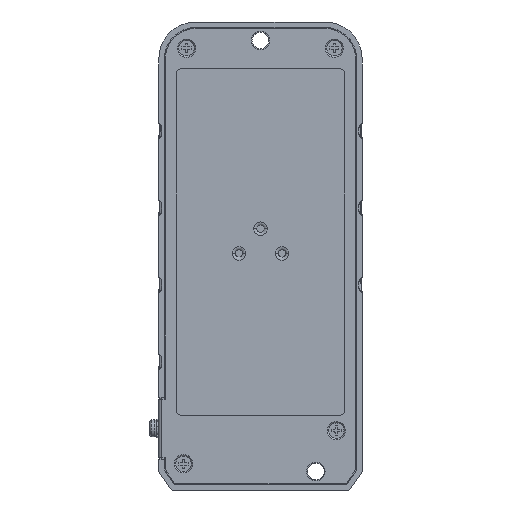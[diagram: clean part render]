
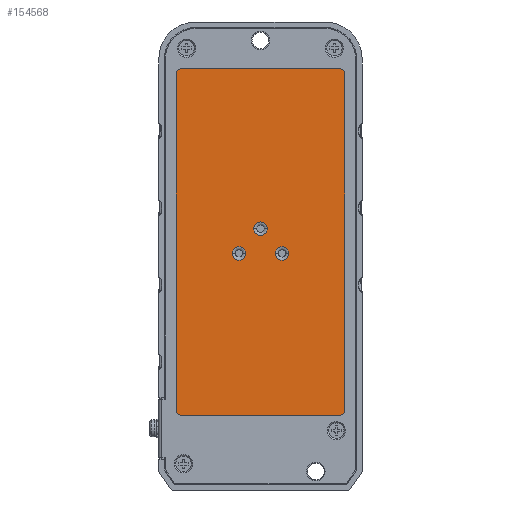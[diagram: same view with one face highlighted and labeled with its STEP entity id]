
A CAD part, front view. The second image highlights one B-rep face of the part: STEP entity #154568.
In plain terms, the highlighted planar face has unit normal (0, -1, 0).
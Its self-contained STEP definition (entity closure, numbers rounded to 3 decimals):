
#10 = DIRECTION ( 'NONE',  ( -1., 0., 0. ) ) ;
#627 = VERTEX_POINT ( 'NONE', #74828 ) ;
#2478 = EDGE_LOOP ( 'NONE', ( #138098, #21304, #100772, #5929, #42327, #13256, #125356, #142035 ) ) ;
#3557 = DIRECTION ( 'NONE',  ( 1., 0., 0. ) ) ;
#4853 = EDGE_CURVE ( 'NONE', #78881, #130799, #35047, .T. ) ;
#5929 = ORIENTED_EDGE ( 'NONE', *, *, #61839, .F. ) ;
#9149 = CARTESIAN_POINT ( 'NONE',  ( -7., -7.5, 0.85 ) ) ;
#9771 = EDGE_CURVE ( 'NONE', #164994, #84718, #159754, .T. ) ;
#13026 = ORIENTED_EDGE ( 'NONE', *, *, #167057, .T. ) ;
#13118 = CARTESIAN_POINT ( 'NONE',  ( 2.2, -7.5, 8.85 ) ) ;
#13256 = ORIENTED_EDGE ( 'NONE', *, *, #9771, .F. ) ;
#13449 = ORIENTED_EDGE ( 'NONE', *, *, #69526, .T. ) ;
#16847 = EDGE_CURVE ( 'NONE', #148939, #39936, #155067, .T. ) ;
#16908 = AXIS2_PLACEMENT_3D ( 'NONE', #18429, #70124, #97206 ) ;
#17779 = ORIENTED_EDGE ( 'NONE', *, *, #26867, .T. ) ;
#18429 = CARTESIAN_POINT ( 'NONE',  ( 7., -7.5, 0.85 ) ) ;
#20735 = EDGE_CURVE ( 'NONE', #156728, #125152, #51764, .T. ) ;
#21304 = ORIENTED_EDGE ( 'NONE', *, *, #4853, .F. ) ;
#22174 = ORIENTED_EDGE ( 'NONE', *, *, #159743, .T. ) ;
#23509 = CARTESIAN_POINT ( 'NONE',  ( -25.4, -7.5, -51.9 ) ) ;
#23521 = DIRECTION ( 'NONE',  ( 0., 1., 0. ) ) ;
#25547 = VERTEX_POINT ( 'NONE', #91310 ) ;
#26867 = EDGE_CURVE ( 'NONE', #25547, #82427, #135367, .T. ) ;
#27269 = DIRECTION ( 'NONE',  ( 1., 0., 0. ) ) ;
#28978 = DIRECTION ( 'NONE',  ( 0., 1., 0. ) ) ;
#30769 = AXIS2_PLACEMENT_3D ( 'NONE', #167081, #51025, #27269 ) ;
#31532 = CARTESIAN_POINT ( 'NONE',  ( 25.4, -7.5, 60.9 ) ) ;
#31846 = CARTESIAN_POINT ( 'NONE',  ( -9.2, -7.5, 0.85 ) ) ;
#35047 = LINE ( 'NONE', #124004, #48503 ) ;
#36557 = CARTESIAN_POINT ( 'NONE',  ( -4.8, -7.5, 0.85 ) ) ;
#39126 = AXIS2_PLACEMENT_3D ( 'NONE', #52807, #76560, #77404 ) ;
#39465 = CIRCLE ( 'NONE', #144901, 2. ) ;
#39936 = VERTEX_POINT ( 'NONE', #31846 ) ;
#41339 = VERTEX_POINT ( 'NONE', #112952 ) ;
#41712 = FACE_BOUND ( 'NONE', #49705, .T. ) ;
#41799 = EDGE_LOOP ( 'NONE', ( #22174, #72640 ) ) ;
#42327 = ORIENTED_EDGE ( 'NONE', *, *, #50533, .T. ) ;
#43853 = ORIENTED_EDGE ( 'NONE', *, *, #99005, .T. ) ;
#45569 = CIRCLE ( 'NONE', #132019, 2.2 ) ;
#48503 = VECTOR ( 'NONE', #154263, 1000. ) ;
#49705 = EDGE_LOOP ( 'NONE', ( #43853, #13026 ) ) ;
#50533 = EDGE_CURVE ( 'NONE', #627, #84718, #39465, .T. ) ;
#51025 = DIRECTION ( 'NONE',  ( 0., 1., 0. ) ) ;
#51764 = LINE ( 'NONE', #103447, #72589 ) ;
#52807 = CARTESIAN_POINT ( 'NONE',  ( 25.4, -7.5, -49.9 ) ) ;
#55300 = CIRCLE ( 'NONE', #39126, 2. ) ;
#59737 = DIRECTION ( 'NONE',  ( -1., 0., 0. ) ) ;
#61839 = EDGE_CURVE ( 'NONE', #627, #80931, #147643, .T. ) ;
#69526 = EDGE_CURVE ( 'NONE', #82427, #25547, #82168, .T. ) ;
#70124 = DIRECTION ( 'NONE',  ( 0., 1., 0. ) ) ;
#72589 = VECTOR ( 'NONE', #130492, 1000. ) ;
#72640 = ORIENTED_EDGE ( 'NONE', *, *, #16847, .T. ) ;
#73906 = CIRCLE ( 'NONE', #119817, 2. ) ;
#74551 = DIRECTION ( 'NONE',  ( 0., 1., 0. ) ) ;
#74828 = CARTESIAN_POINT ( 'NONE',  ( -27.4, -7.5, -49.9 ) ) ;
#75800 = VERTEX_POINT ( 'NONE', #123623 ) ;
#76560 = DIRECTION ( 'NONE',  ( 0., -1., 0. ) ) ;
#77404 = DIRECTION ( 'NONE',  ( 0., 0., -1. ) ) ;
#78881 = VERTEX_POINT ( 'NONE', #134176 ) ;
#80931 = VERTEX_POINT ( 'NONE', #138516 ) ;
#81501 = FACE_BOUND ( 'NONE', #152197, .T. ) ;
#82168 = CIRCLE ( 'NONE', #30769, 2.2 ) ;
#82427 = VERTEX_POINT ( 'NONE', #13118 ) ;
#84606 = CARTESIAN_POINT ( 'NONE',  ( 25.4, -7.5, -51.9 ) ) ;
#84718 = VERTEX_POINT ( 'NONE', #23509 ) ;
#86908 = AXIS2_PLACEMENT_3D ( 'NONE', #87926, #167544, #153151 ) ;
#87926 = CARTESIAN_POINT ( 'NONE',  ( -7., -7.5, 0.85 ) ) ;
#88075 = CARTESIAN_POINT ( 'NONE',  ( 27.4, -7.5, 58.9 ) ) ;
#88131 = AXIS2_PLACEMENT_3D ( 'NONE', #106391, #158884, #146192 ) ;
#91310 = CARTESIAN_POINT ( 'NONE',  ( -2.2, -7.5, 8.85 ) ) ;
#93386 = PLANE ( 'NONE',  #113281 ) ;
#94033 = DIRECTION ( 'NONE',  ( 0., 1., 0. ) ) ;
#95964 = DIRECTION ( 'NONE',  ( 0., 0., 1. ) ) ;
#97206 = DIRECTION ( 'NONE',  ( -1., 0., 0. ) ) ;
#98722 = CARTESIAN_POINT ( 'NONE',  ( 25.4, -7.5, -51.9 ) ) ;
#99005 = EDGE_CURVE ( 'NONE', #75800, #41339, #114283, .T. ) ;
#99710 = EDGE_CURVE ( 'NONE', #78881, #80931, #73906, .T. ) ;
#100634 = DIRECTION ( 'NONE',  ( 1., 0., 0. ) ) ;
#100772 = ORIENTED_EDGE ( 'NONE', *, *, #99710, .T. ) ;
#103447 = CARTESIAN_POINT ( 'NONE',  ( 27.4, -7.5, 58.9 ) ) ;
#105014 = CARTESIAN_POINT ( 'NONE',  ( -25.4, -7.5, -49.9 ) ) ;
#106391 = CARTESIAN_POINT ( 'NONE',  ( 25.4, -7.5, 58.9 ) ) ;
#110997 = CARTESIAN_POINT ( 'NONE',  ( 0., -7.5, 8.85 ) ) ;
#111780 = AXIS2_PLACEMENT_3D ( 'NONE', #9149, #23521, #100634 ) ;
#112952 = CARTESIAN_POINT ( 'NONE',  ( 9.2, -7.5, 0.85 ) ) ;
#113281 = AXIS2_PLACEMENT_3D ( 'NONE', #145043, #28978, #3557 ) ;
#114283 = CIRCLE ( 'NONE', #16908, 2.2 ) ;
#114614 = EDGE_CURVE ( 'NONE', #164994, #125152, #55300, .T. ) ;
#116058 = DIRECTION ( 'NONE',  ( 0., -1., 0. ) ) ;
#116260 = VECTOR ( 'NONE', #59737, 1000. ) ;
#118046 = CARTESIAN_POINT ( 'NONE',  ( -25.4, -7.5, 58.9 ) ) ;
#119147 = AXIS2_PLACEMENT_3D ( 'NONE', #110997, #74551, #138913 ) ;
#119817 = AXIS2_PLACEMENT_3D ( 'NONE', #118046, #157869, #146826 ) ;
#123309 = CIRCLE ( 'NONE', #88131, 2. ) ;
#123623 = CARTESIAN_POINT ( 'NONE',  ( 4.8, -7.5, 0.85 ) ) ;
#124004 = CARTESIAN_POINT ( 'NONE',  ( -25.4, -7.5, 60.9 ) ) ;
#125152 = VERTEX_POINT ( 'NONE', #148130 ) ;
#125356 = ORIENTED_EDGE ( 'NONE', *, *, #114614, .T. ) ;
#130492 = DIRECTION ( 'NONE',  ( 0., 0., -1. ) ) ;
#130799 = VERTEX_POINT ( 'NONE', #31532 ) ;
#132019 = AXIS2_PLACEMENT_3D ( 'NONE', #148214, #94033, #145707 ) ;
#134176 = CARTESIAN_POINT ( 'NONE',  ( -25.4, -7.5, 60.9 ) ) ;
#135367 = CIRCLE ( 'NONE', #119147, 2.2 ) ;
#138098 = ORIENTED_EDGE ( 'NONE', *, *, #149848, .T. ) ;
#138516 = CARTESIAN_POINT ( 'NONE',  ( -27.4, -7.5, 58.9 ) ) ;
#138913 = DIRECTION ( 'NONE',  ( -1., 0., 0. ) ) ;
#142035 = ORIENTED_EDGE ( 'NONE', *, *, #20735, .F. ) ;
#144901 = AXIS2_PLACEMENT_3D ( 'NONE', #105014, #116058, #10 ) ;
#145043 = CARTESIAN_POINT ( 'NONE',  ( 0., -7.5, 0. ) ) ;
#145707 = DIRECTION ( 'NONE',  ( 1., 0., 0. ) ) ;
#146192 = DIRECTION ( 'NONE',  ( 1., 0., 0. ) ) ;
#146826 = DIRECTION ( 'NONE',  ( 0., 0., 1. ) ) ;
#147643 = LINE ( 'NONE', #160340, #162375 ) ;
#148130 = CARTESIAN_POINT ( 'NONE',  ( 27.4, -7.5, -49.9 ) ) ;
#148214 = CARTESIAN_POINT ( 'NONE',  ( 7., -7.5, 0.85 ) ) ;
#148939 = VERTEX_POINT ( 'NONE', #36557 ) ;
#149848 = EDGE_CURVE ( 'NONE', #156728, #130799, #123309, .T. ) ;
#152197 = EDGE_LOOP ( 'NONE', ( #17779, #13449 ) ) ;
#153151 = DIRECTION ( 'NONE',  ( -1., 0., 0. ) ) ;
#154263 = DIRECTION ( 'NONE',  ( 1., 0., 0. ) ) ;
#154568 = ADVANCED_FACE ( 'NONE', ( #157760, #160259, #81501, #41712 ), #93386, .F. ) ;
#155067 = CIRCLE ( 'NONE', #111780, 2.2 ) ;
#156728 = VERTEX_POINT ( 'NONE', #88075 ) ;
#157760 = FACE_OUTER_BOUND ( 'NONE', #2478, .T. ) ;
#157869 = DIRECTION ( 'NONE',  ( 0., -1., 0. ) ) ;
#158884 = DIRECTION ( 'NONE',  ( 0., -1., 0. ) ) ;
#159743 = EDGE_CURVE ( 'NONE', #39936, #148939, #159936, .T. ) ;
#159754 = LINE ( 'NONE', #98722, #116260 ) ;
#159936 = CIRCLE ( 'NONE', #86908, 2.2 ) ;
#160259 = FACE_BOUND ( 'NONE', #41799, .T. ) ;
#160340 = CARTESIAN_POINT ( 'NONE',  ( -27.4, -7.5, -49.9 ) ) ;
#162375 = VECTOR ( 'NONE', #95964, 1000. ) ;
#164994 = VERTEX_POINT ( 'NONE', #84606 ) ;
#167057 = EDGE_CURVE ( 'NONE', #41339, #75800, #45569, .T. ) ;
#167081 = CARTESIAN_POINT ( 'NONE',  ( 0., -7.5, 8.85 ) ) ;
#167544 = DIRECTION ( 'NONE',  ( 0., 1., 0. ) ) ;
